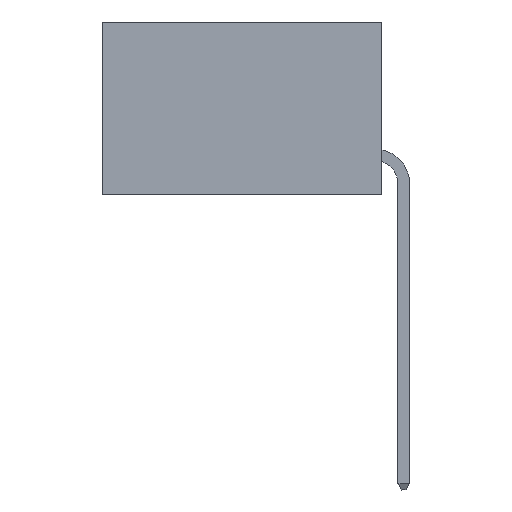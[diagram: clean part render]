
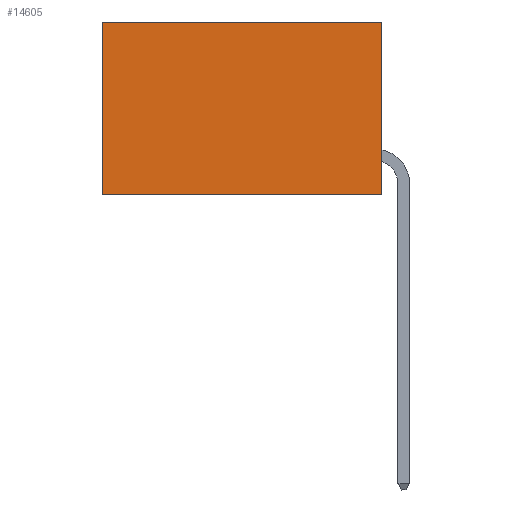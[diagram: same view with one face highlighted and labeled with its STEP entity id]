
A CAD part, left-side view. The second image highlights one B-rep face of the part: STEP entity #14605.
In plain terms, the highlighted planar face has unit normal (-1, 0, 0).
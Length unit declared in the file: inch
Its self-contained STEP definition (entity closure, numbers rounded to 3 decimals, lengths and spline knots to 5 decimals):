
#989 = FACE_OUTER_BOUND ( 'NONE', #10264, .T. ) ;
#1862 = VERTEX_POINT ( 'NONE', #14596 ) ;
#2439 = EDGE_CURVE ( 'NONE', #11974, #21416, #13230, .T. ) ;
#3250 = VECTOR ( 'NONE', #12834, 39.37008 ) ;
#4103 = CARTESIAN_POINT ( 'NONE',  ( 0.2875, 0.6, -0.37 ) ) ;
#4108 = LINE ( 'NONE', #21356, #18427 ) ;
#4544 = VERTEX_POINT ( 'NONE', #19382 ) ;
#4556 = ORIENTED_EDGE ( 'NONE', *, *, #23196, .T. ) ;
#4655 = DIRECTION ( 'NONE',  ( 0., 0., -1. ) ) ;
#5277 = EDGE_CURVE ( 'NONE', #1862, #11974, #5609, .T. ) ;
#5609 = LINE ( 'NONE', #18554, #14967 ) ;
#5653 = DIRECTION ( 'NONE',  ( 0., 1., 0. ) ) ;
#5711 = ORIENTED_EDGE ( 'NONE', *, *, #22884, .T. ) ;
#6780 = LINE ( 'NONE', #11259, #16135 ) ;
#9840 = PLANE ( 'NONE',  #18636 ) ;
#10264 = EDGE_LOOP ( 'NONE', ( #4556, #16840, #13553, #5711 ) ) ;
#11259 = CARTESIAN_POINT ( 'NONE',  ( 0.2875, 0., 0. ) ) ;
#11737 = DIRECTION ( 'NONE',  ( 0., 0., -1. ) ) ;
#11974 = VERTEX_POINT ( 'NONE', #13165 ) ;
#12834 = DIRECTION ( 'NONE',  ( 0., 1., 0. ) ) ;
#13165 = CARTESIAN_POINT ( 'NONE',  ( 0.2875, 0., -0.37 ) ) ;
#13230 = LINE ( 'NONE', #16954, #3250 ) ;
#13553 = ORIENTED_EDGE ( 'NONE', *, *, #5277, .F. ) ;
#14596 = CARTESIAN_POINT ( 'NONE',  ( 0.2875, 0., 0. ) ) ;
#14605 = ADVANCED_FACE ( 'NONE', ( #989 ), #9840, .F. ) ;
#14967 = VECTOR ( 'NONE', #21753, 39.37008 ) ;
#15436 = CARTESIAN_POINT ( 'NONE',  ( 0.2875, 0., 0. ) ) ;
#16135 = VECTOR ( 'NONE', #5653, 39.37008 ) ;
#16840 = ORIENTED_EDGE ( 'NONE', *, *, #2439, .F. ) ;
#16954 = CARTESIAN_POINT ( 'NONE',  ( 0.2875, 0., -0.37 ) ) ;
#18427 = VECTOR ( 'NONE', #4655, 39.37008 ) ;
#18554 = CARTESIAN_POINT ( 'NONE',  ( 0.2875, 0., 0. ) ) ;
#18636 = AXIS2_PLACEMENT_3D ( 'NONE', #15436, #22721, #11737 ) ;
#19382 = CARTESIAN_POINT ( 'NONE',  ( 0.2875, 0.6, 0. ) ) ;
#21356 = CARTESIAN_POINT ( 'NONE',  ( 0.2875, 0.6, 0. ) ) ;
#21416 = VERTEX_POINT ( 'NONE', #4103 ) ;
#21753 = DIRECTION ( 'NONE',  ( 0., 0., -1. ) ) ;
#22721 = DIRECTION ( 'NONE',  ( 1., 0., 0. ) ) ;
#22884 = EDGE_CURVE ( 'NONE', #1862, #4544, #6780, .T. ) ;
#23196 = EDGE_CURVE ( 'NONE', #4544, #21416, #4108, .T. ) ;
